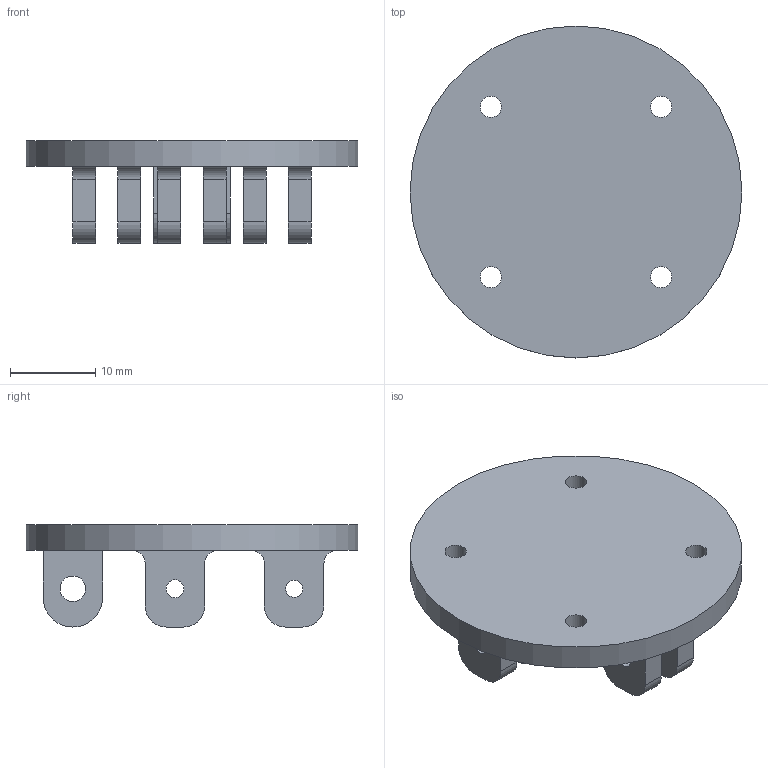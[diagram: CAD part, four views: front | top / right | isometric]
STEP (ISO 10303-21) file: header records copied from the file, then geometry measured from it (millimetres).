
FILE_DESCRIPTION(/* description */ (''),/* implementation_level */ '2;1');
FILE_NAME(/* name */ 'motor ram.step',/* time_stamp */ '2025-07-21T00:40:10+03:00',/* author */ (''),/* organization */ (''),/* preprocessor_version */ 'ST-DEVELOPER v20.1',/* originating_system */ 'Autodesk Translation Framework v14.10.0.0',/* authorisation */ '');
FILE_SCHEMA (('AUTOMOTIVE_DESIGN { 1 0 10303 214 3 1 1 }'));
Length unit declared in the file: millimetre
Products named in the file (1): motor mounting
Bounding box: 39 x 39 x 12 mm (x, y, z)
Volume: 4702 mm3; surface area: 4231.2 mm2
Topology: 1 solids, 1 shells, 87 faces, 219 edges, 146 vertices
Faces by surface type: plane 44, cylinder 43
Full cylindrical faces by diameter (mm): 2 x2, 2.1 x4, 2.5 x4, 3 x2, 5.2 x4, 39 x1
Entity records: 2727 total; most frequent: DIRECTION 481, CARTESIAN_POINT 453, ORIENTED_EDGE 438, EDGE_CURVE 219, AXIS2_PLACEMENT_3D 174, VERTEX_POINT 146, LINE 133, VECTOR 133
